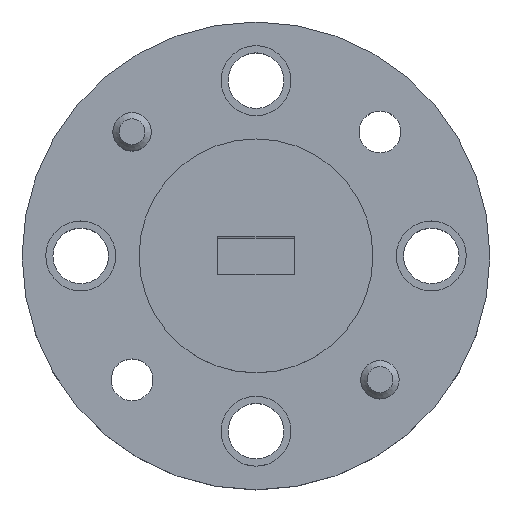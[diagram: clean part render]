
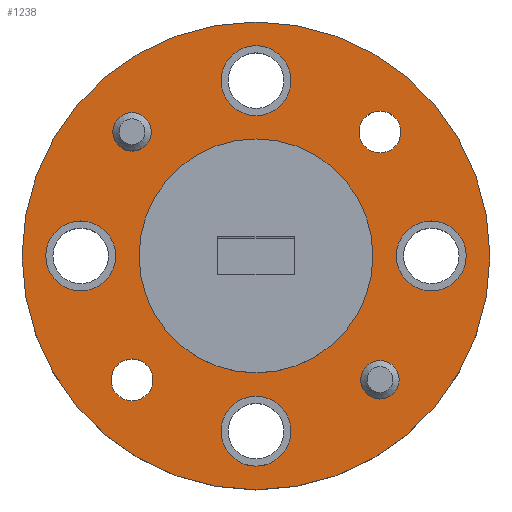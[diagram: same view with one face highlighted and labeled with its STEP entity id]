
A CAD part, top view. The second image highlights one B-rep face of the part: STEP entity #1238.
In plain terms, the highlighted planar face has unit normal (0, 0, 1).
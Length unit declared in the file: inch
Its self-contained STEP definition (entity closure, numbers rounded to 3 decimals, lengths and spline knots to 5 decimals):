
#8 = CARTESIAN_POINT ( 'NONE',  ( 0.337, 0., 0. ) ) ;
#16 = DIRECTION ( 'NONE',  ( 1., 0., 0. ) ) ;
#18 = CARTESIAN_POINT ( 'NONE',  ( 0.375, 0., 0. ) ) ;
#39 = FACE_BOUND ( 'NONE', #215, .T. ) ;
#75 = AXIS2_PLACEMENT_3D ( 'NONE', #788, #191, #805 ) ;
#77 = DIRECTION ( 'NONE',  ( 1., 0., 0. ) ) ;
#78 = CARTESIAN_POINT ( 'NONE',  ( 0.281, 0., 0. ) ) ;
#109 = EDGE_LOOP ( 'NONE', ( #280 ) ) ;
#128 = VERTEX_POINT ( 'NONE', #18 ) ;
#130 = FACE_BOUND ( 'NONE', #299, .T. ) ;
#133 = CARTESIAN_POINT ( 'NONE',  ( 0., -0.281, 0. ) ) ;
#135 = VERTEX_POINT ( 'NONE', #372 ) ;
#137 = DIRECTION ( 'NONE',  ( 1., 0., 0. ) ) ;
#175 = CARTESIAN_POINT ( 'NONE',  ( 0.22945, -0.1987, 0. ) ) ;
#187 = DIRECTION ( 'NONE',  ( 0., 0., 1. ) ) ;
#191 = DIRECTION ( 'NONE',  ( 0., 0., 1. ) ) ;
#198 = AXIS2_PLACEMENT_3D ( 'NONE', #1325, #220, #719 ) ;
#215 = EDGE_LOOP ( 'NONE', ( #832 ) ) ;
#220 = DIRECTION ( 'NONE',  ( 0., 0., 1. ) ) ;
#240 = ORIENTED_EDGE ( 'NONE', *, *, #1415, .F. ) ;
#244 = CARTESIAN_POINT ( 'NONE',  ( 0.1875, 0., 0. ) ) ;
#250 = ORIENTED_EDGE ( 'NONE', *, *, #1150, .T. ) ;
#255 = CARTESIAN_POINT ( 'NONE',  ( 0.056, 0.281, 0. ) ) ;
#257 = FACE_BOUND ( 'NONE', #464, .T. ) ;
#270 = CARTESIAN_POINT ( 'NONE',  ( 0.056, -0.281, 0. ) ) ;
#280 = ORIENTED_EDGE ( 'NONE', *, *, #1045, .F. ) ;
#283 = CARTESIAN_POINT ( 'NONE',  ( 0., 0., 0. ) ) ;
#299 = EDGE_LOOP ( 'NONE', ( #1446 ) ) ;
#307 = CARTESIAN_POINT ( 'NONE',  ( 0.1987, 0.1987, 0. ) ) ;
#347 = DIRECTION ( 'NONE',  ( 0., 0., 1. ) ) ;
#348 = CIRCLE ( 'NONE', #1453, 0.375 ) ;
#361 = DIRECTION ( 'NONE',  ( 1., 0., 0. ) ) ;
#372 = CARTESIAN_POINT ( 'NONE',  ( -0.1652, -0.1987, 0. ) ) ;
#374 = AXIS2_PLACEMENT_3D ( 'NONE', #481, #187, #361 ) ;
#393 = DIRECTION ( 'NONE',  ( 1., 0., 0. ) ) ;
#397 = VERTEX_POINT ( 'NONE', #244 ) ;
#437 = EDGE_CURVE ( 'NONE', #1001, #1001, #1200, .T. ) ;
#464 = EDGE_LOOP ( 'NONE', ( #693 ) ) ;
#481 = CARTESIAN_POINT ( 'NONE',  ( 0., 0.281, 0. ) ) ;
#507 = FACE_BOUND ( 'NONE', #1360, .T. ) ;
#517 = FACE_BOUND ( 'NONE', #1072, .T. ) ;
#535 = CIRCLE ( 'NONE', #965, 0.0335 ) ;
#539 = ORIENTED_EDGE ( 'NONE', *, *, #799, .F. ) ;
#561 = CIRCLE ( 'NONE', #672, 0.03075 ) ;
#582 = DIRECTION ( 'NONE',  ( 0., 0., 1. ) ) ;
#624 = DIRECTION ( 'NONE',  ( 0., 0., 1. ) ) ;
#642 = CIRCLE ( 'NONE', #198, 0.1875 ) ;
#645 = AXIS2_PLACEMENT_3D ( 'NONE', #1500, #1167, #77 ) ;
#646 = FACE_BOUND ( 'NONE', #109, .T. ) ;
#652 = VERTEX_POINT ( 'NONE', #270 ) ;
#656 = EDGE_LOOP ( 'NONE', ( #776 ) ) ;
#672 = AXIS2_PLACEMENT_3D ( 'NONE', #683, #691, #700 ) ;
#675 = CARTESIAN_POINT ( 'NONE',  ( -0.1987, -0.1987, 0. ) ) ;
#683 = CARTESIAN_POINT ( 'NONE',  ( 0.1987, -0.1987, 0. ) ) ;
#689 = CARTESIAN_POINT ( 'NONE',  ( -0.225, 0., 0. ) ) ;
#691 = DIRECTION ( 'NONE',  ( 0., 0., 1. ) ) ;
#693 = ORIENTED_EDGE ( 'NONE', *, *, #1284, .F. ) ;
#700 = DIRECTION ( 'NONE',  ( 1., 0., 0. ) ) ;
#719 = DIRECTION ( 'NONE',  ( 1., 0., 0. ) ) ;
#747 = VERTEX_POINT ( 'NONE', #1237 ) ;
#776 = ORIENTED_EDGE ( 'NONE', *, *, #1390, .F. ) ;
#788 = CARTESIAN_POINT ( 'NONE',  ( -0.281, 0., 0. ) ) ;
#798 = DIRECTION ( 'NONE',  ( 1., 0., 0. ) ) ;
#799 = EDGE_CURVE ( 'NONE', #135, #135, #535, .T. ) ;
#805 = DIRECTION ( 'NONE',  ( 1., 0., 0. ) ) ;
#832 = ORIENTED_EDGE ( 'NONE', *, *, #941, .F. ) ;
#885 = FACE_BOUND ( 'NONE', #1417, .T. ) ;
#916 = AXIS2_PLACEMENT_3D ( 'NONE', #1240, #1128, #137 ) ;
#941 = EDGE_CURVE ( 'NONE', #652, #652, #1225, .T. ) ;
#952 = EDGE_LOOP ( 'NONE', ( #250 ) ) ;
#965 = AXIS2_PLACEMENT_3D ( 'NONE', #675, #1159, #1393 ) ;
#967 = AXIS2_PLACEMENT_3D ( 'NONE', #307, #1038, #798 ) ;
#992 = AXIS2_PLACEMENT_3D ( 'NONE', #133, #347, #16 ) ;
#993 = CIRCLE ( 'NONE', #75, 0.056 ) ;
#1001 = VERTEX_POINT ( 'NONE', #8 ) ;
#1005 = ORIENTED_EDGE ( 'NONE', *, *, #1339, .F. ) ;
#1009 = EDGE_CURVE ( 'NONE', #397, #397, #642, .T. ) ;
#1010 = PLANE ( 'NONE',  #916 ) ;
#1036 = AXIS2_PLACEMENT_3D ( 'NONE', #78, #582, #1555 ) ;
#1038 = DIRECTION ( 'NONE',  ( 0., 0., 1. ) ) ;
#1045 = EDGE_CURVE ( 'NONE', #1465, #1465, #1306, .T. ) ;
#1068 = CIRCLE ( 'NONE', #645, 0.03075 ) ;
#1072 = EDGE_LOOP ( 'NONE', ( #240 ) ) ;
#1116 = ORIENTED_EDGE ( 'NONE', *, *, #437, .F. ) ;
#1128 = DIRECTION ( 'NONE',  ( 0., 0., 1. ) ) ;
#1150 = EDGE_CURVE ( 'NONE', #128, #128, #348, .T. ) ;
#1158 = CARTESIAN_POINT ( 'NONE',  ( 0.2322, 0.1987, 0. ) ) ;
#1159 = DIRECTION ( 'NONE',  ( 0., 0., 1. ) ) ;
#1165 = VERTEX_POINT ( 'NONE', #175 ) ;
#1167 = DIRECTION ( 'NONE',  ( 0., 0., 1. ) ) ;
#1174 = VERTEX_POINT ( 'NONE', #689 ) ;
#1200 = CIRCLE ( 'NONE', #1036, 0.056 ) ;
#1205 = CIRCLE ( 'NONE', #967, 0.0335 ) ;
#1225 = CIRCLE ( 'NONE', #992, 0.056 ) ;
#1237 = CARTESIAN_POINT ( 'NONE',  ( -0.16795, 0.1987, 0. ) ) ;
#1238 = ADVANCED_FACE ( 'NONE', ( #130, #1473, #1363, #507, #885, #39, #646, #257, #517, #1387 ), #1010, .T. ) ;
#1240 = CARTESIAN_POINT ( 'NONE',  ( 0., 0., 0. ) ) ;
#1282 = VERTEX_POINT ( 'NONE', #1158 ) ;
#1284 = EDGE_CURVE ( 'NONE', #747, #747, #1068, .T. ) ;
#1306 = CIRCLE ( 'NONE', #374, 0.056 ) ;
#1325 = CARTESIAN_POINT ( 'NONE',  ( 0., 0., 0. ) ) ;
#1332 = EDGE_LOOP ( 'NONE', ( #539 ) ) ;
#1339 = EDGE_CURVE ( 'NONE', #1174, #1174, #993, .T. ) ;
#1360 = EDGE_LOOP ( 'NONE', ( #1116 ) ) ;
#1363 = FACE_BOUND ( 'NONE', #656, .T. ) ;
#1387 = FACE_OUTER_BOUND ( 'NONE', #952, .T. ) ;
#1390 = EDGE_CURVE ( 'NONE', #1282, #1282, #1205, .T. ) ;
#1393 = DIRECTION ( 'NONE',  ( 1., 0., 0. ) ) ;
#1415 = EDGE_CURVE ( 'NONE', #1165, #1165, #561, .T. ) ;
#1417 = EDGE_LOOP ( 'NONE', ( #1005 ) ) ;
#1446 = ORIENTED_EDGE ( 'NONE', *, *, #1009, .F. ) ;
#1453 = AXIS2_PLACEMENT_3D ( 'NONE', #283, #624, #393 ) ;
#1465 = VERTEX_POINT ( 'NONE', #255 ) ;
#1473 = FACE_BOUND ( 'NONE', #1332, .T. ) ;
#1500 = CARTESIAN_POINT ( 'NONE',  ( -0.1987, 0.1987, 0. ) ) ;
#1555 = DIRECTION ( 'NONE',  ( 1., 0., 0. ) ) ;
